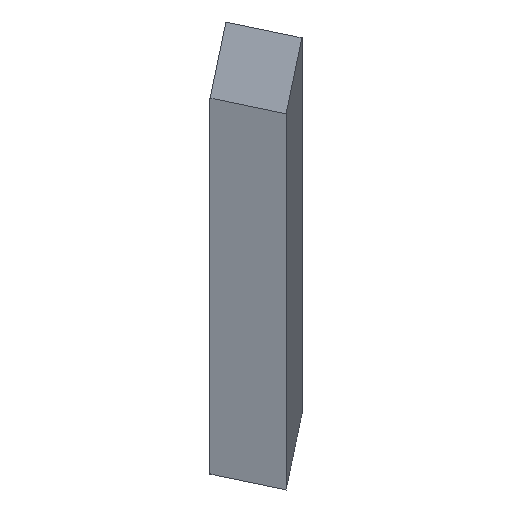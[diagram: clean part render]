
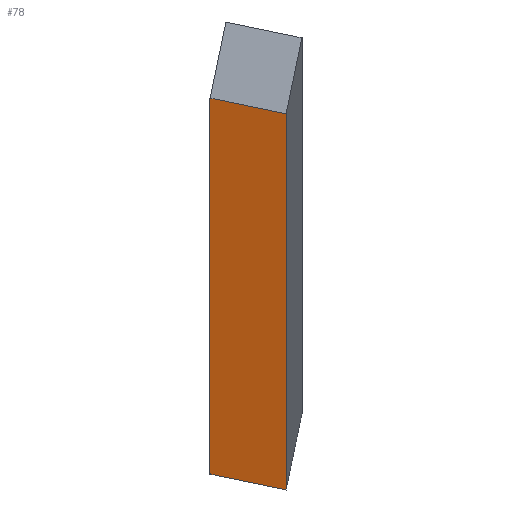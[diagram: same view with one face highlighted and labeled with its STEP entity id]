
A CAD part, left-side view. The second image highlights one B-rep face of the part: STEP entity #78.
In plain terms, the highlighted planar face has unit normal (-0.043, 0.204, -0.978).
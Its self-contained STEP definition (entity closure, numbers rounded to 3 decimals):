
#1 = VERTEX_POINT ( 'NONE', #35 ) ;
#2 = ORIENTED_EDGE ( 'NONE', *, *, #93, .F. ) ;
#17 = EDGE_CURVE ( 'NONE', #50, #96, #70, .T. ) ;
#23 = VECTOR ( 'NONE', #106, 1000. ) ;
#32 = VECTOR ( 'NONE', #120, 1000. ) ;
#35 = CARTESIAN_POINT ( 'NONE',  ( -39.149, 24.805, 8.294 ) ) ;
#41 = DIRECTION ( 'NONE',  ( 0.009, 0.979, 0.204 ) ) ;
#49 = VERTEX_POINT ( 'NONE', #148 ) ;
#50 = VERTEX_POINT ( 'NONE', #180 ) ;
#58 = LINE ( 'NONE', #124, #144 ) ;
#70 = LINE ( 'NONE', #196, #140 ) ;
#76 = FACE_OUTER_BOUND ( 'NONE', #146, .T. ) ;
#77 = CARTESIAN_POINT ( 'NONE',  ( -376.37, 24.805, 23.017 ) ) ;
#78 = ADVANCED_FACE ( 'NONE', ( #76 ), #80, .T. ) ;
#80 = PLANE ( 'NONE',  #163 ) ;
#93 = EDGE_CURVE ( 'NONE', #49, #1, #152, .T. ) ;
#94 = LINE ( 'NONE', #138, #32 ) ;
#96 = VERTEX_POINT ( 'NONE', #150 ) ;
#99 = ORIENTED_EDGE ( 'NONE', *, *, #17, .T. ) ;
#105 = DIRECTION ( 'NONE',  ( 0., 0.979, 0.204 ) ) ;
#106 = DIRECTION ( 'NONE',  ( 0.999, 0., -0.044 ) ) ;
#108 = DIRECTION ( 'NONE',  ( -0.043, 0.204, -0.978 ) ) ;
#118 = ORIENTED_EDGE ( 'NONE', *, *, #170, .F. ) ;
#120 = DIRECTION ( 'NONE',  ( 0.009, 0.979, 0.204 ) ) ;
#121 = CARTESIAN_POINT ( 'NONE',  ( -376.37, 24.805, 23.017 ) ) ;
#124 = CARTESIAN_POINT ( 'NONE',  ( -371.356, 24.805, 22.798 ) ) ;
#134 = ORIENTED_EDGE ( 'NONE', *, *, #197, .T. ) ;
#138 = CARTESIAN_POINT ( 'NONE',  ( -39.149, 24.805, 8.294 ) ) ;
#140 = VECTOR ( 'NONE', #193, 1000. ) ;
#144 = VECTOR ( 'NONE', #41, 1000. ) ;
#146 = EDGE_LOOP ( 'NONE', ( #2, #134, #99, #118 ) ) ;
#148 = CARTESIAN_POINT ( 'NONE',  ( -371.356, 24.805, 22.798 ) ) ;
#150 = CARTESIAN_POINT ( 'NONE',  ( -39.123, 27.742, 8.905 ) ) ;
#152 = LINE ( 'NONE', #121, #23 ) ;
#163 = AXIS2_PLACEMENT_3D ( 'NONE', #77, #108, #105 ) ;
#170 = EDGE_CURVE ( 'NONE', #1, #96, #94, .T. ) ;
#180 = CARTESIAN_POINT ( 'NONE',  ( -371.329, 27.742, 23.409 ) ) ;
#193 = DIRECTION ( 'NONE',  ( 0.999, 0., -0.044 ) ) ;
#196 = CARTESIAN_POINT ( 'NONE',  ( -376.343, 27.742, 23.628 ) ) ;
#197 = EDGE_CURVE ( 'NONE', #49, #50, #58, .T. ) ;
